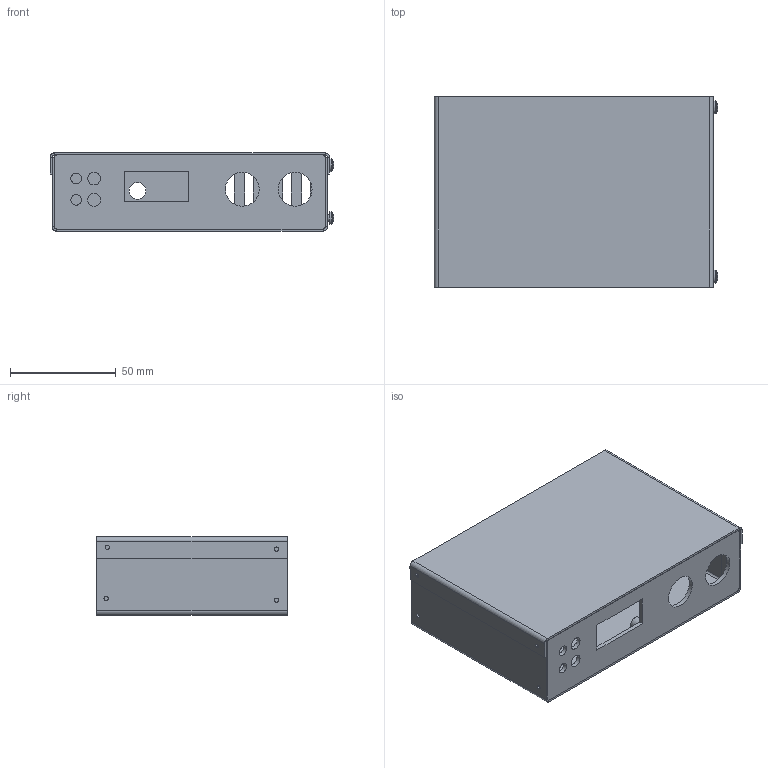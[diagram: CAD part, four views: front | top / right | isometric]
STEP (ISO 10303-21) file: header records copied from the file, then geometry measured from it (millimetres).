
FILE_DESCRIPTION(/* description */ (''),/* implementation_level */ '2;1');
FILE_NAME(/* name */ 'sheet-metal-box v11.step',/* time_stamp */ '2024-02-05T08:21:37-08:00',/* author */ (''),/* organization */ (''),/* preprocessor_version */ 'ST-DEVELOPER v20',/* originating_system */ 'Autodesk Translation Framework v12.14.0.127',/* authorisation */ '');
FILE_SCHEMA (('AUTOMOTIVE_DESIGN { 1 0 10303 214 3 1 1 }'));
Length unit declared in the file: millimetre
Products named in the file (2): sheet-metal-box; Type II Cross Recessed Pan Head Tapping Screw ANSI B18.6.4 5-20 x 0.3
75 Type AB Steel Grade 2 Plain v1
Assembly tree (4 placements, depth 2):
  sheet-metal-box
    Type II Cross Recessed Pan Head Tapping Screw ANSI B18.6.4 5-20 x 0.3
75 Type AB Steel Grade 2 Plain v1  x4
Bounding box: 134.05 x 90 x 37 mm (x, y, z)
Volume: 57385.8 mm3; surface area: 91859.8 mm2
Topology: 8 solids, 8 shells, 229 faces, 593 edges, 382 vertices
Faces by surface type: plane 142, cylinder 71, cone 8, torus 4, sphere 4
Full cylindrical faces by diameter (mm): 2 x12, 3.213 x4, 5 x2, 6 x6, 8 x1, 16 x2
Entity records: 5062 total; most frequent: DIRECTION 884, CARTESIAN_POINT 877, ORIENTED_EDGE 818, EDGE_CURVE 409, AXIS2_PLACEMENT_3D 313, VERTEX_POINT 262, LINE 258, VECTOR 258
